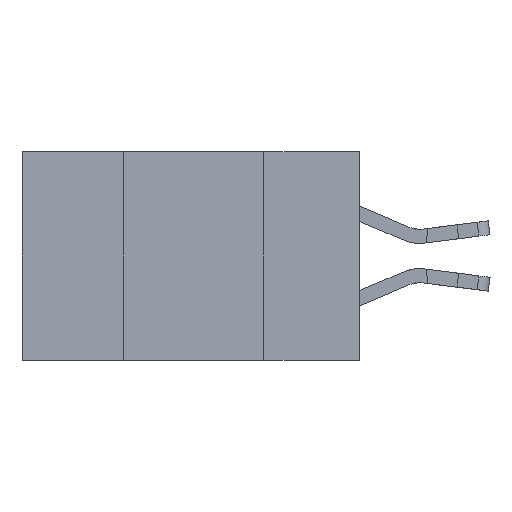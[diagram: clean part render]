
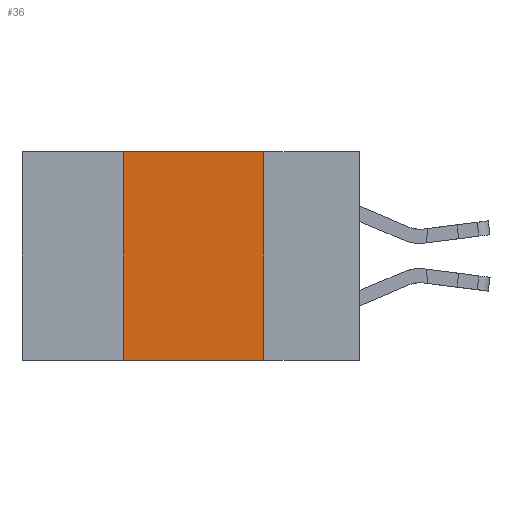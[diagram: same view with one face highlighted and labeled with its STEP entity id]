
A CAD part, left-side view. The second image highlights one B-rep face of the part: STEP entity #36.
In plain terms, the highlighted planar face has unit normal (-1, 0, 0).
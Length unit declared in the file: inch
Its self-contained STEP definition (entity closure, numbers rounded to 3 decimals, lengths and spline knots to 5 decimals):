
#36 = ADVANCED_FACE ( 'NONE', ( #16507 ), #121, .F. ) ;
#121 = PLANE ( 'NONE',  #16258 ) ;
#356 = LINE ( 'NONE', #5599, #10651 ) ;
#1567 = CARTESIAN_POINT ( 'NONE',  ( 0., 0.17, 0. ) ) ;
#1996 = LINE ( 'NONE', #1567, #9439 ) ;
#2267 = DIRECTION ( 'NONE',  ( 0., -1., 0. ) ) ;
#2344 = CARTESIAN_POINT ( 'NONE',  ( 0., 0.17, -0.37 ) ) ;
#2817 = VERTEX_POINT ( 'NONE', #16741 ) ;
#4441 = VERTEX_POINT ( 'NONE', #2344 ) ;
#4540 = LINE ( 'NONE', #6489, #7752 ) ;
#5226 = ORIENTED_EDGE ( 'NONE', *, *, #15459, .F. ) ;
#5326 = CARTESIAN_POINT ( 'NONE',  ( 0., 0.17, 0. ) ) ;
#5599 = CARTESIAN_POINT ( 'NONE',  ( 0., 0.6, 0. ) ) ;
#5843 = VECTOR ( 'NONE', #11119, 39.37008 ) ;
#5868 = ORIENTED_EDGE ( 'NONE', *, *, #14153, .F. ) ;
#6489 = CARTESIAN_POINT ( 'NONE',  ( 0., 0.6, -0.37 ) ) ;
#6509 = VERTEX_POINT ( 'NONE', #6929 ) ;
#6929 = CARTESIAN_POINT ( 'NONE',  ( 0., 0.42, 0. ) ) ;
#6939 = EDGE_CURVE ( 'NONE', #2817, #4441, #4540, .T. ) ;
#7752 = VECTOR ( 'NONE', #2267, 39.37008 ) ;
#8326 = CARTESIAN_POINT ( 'NONE',  ( 0., 0.6, 0. ) ) ;
#8348 = DIRECTION ( 'NONE',  ( 0., -1., 0. ) ) ;
#8489 = ORIENTED_EDGE ( 'NONE', *, *, #6939, .T. ) ;
#8723 = VERTEX_POINT ( 'NONE', #5326 ) ;
#9439 = VECTOR ( 'NONE', #11319, 39.37008 ) ;
#10651 = VECTOR ( 'NONE', #8348, 39.37008 ) ;
#10905 = EDGE_LOOP ( 'NONE', ( #5226, #14978, #5868, #8489 ) ) ;
#11119 = DIRECTION ( 'NONE',  ( 0., 0., 1. ) ) ;
#11319 = DIRECTION ( 'NONE',  ( 0., 0., -1. ) ) ;
#14153 = EDGE_CURVE ( 'NONE', #2817, #6509, #16204, .T. ) ;
#14978 = ORIENTED_EDGE ( 'NONE', *, *, #17720, .F. ) ;
#15085 = CARTESIAN_POINT ( 'NONE',  ( 0., 0.42, 0. ) ) ;
#15459 = EDGE_CURVE ( 'NONE', #8723, #4441, #1996, .T. ) ;
#16204 = LINE ( 'NONE', #15085, #5843 ) ;
#16258 = AXIS2_PLACEMENT_3D ( 'NONE', #8326, #16893, #16977 ) ;
#16507 = FACE_OUTER_BOUND ( 'NONE', #10905, .T. ) ;
#16741 = CARTESIAN_POINT ( 'NONE',  ( 0., 0.42, -0.37 ) ) ;
#16893 = DIRECTION ( 'NONE',  ( 1., 0., 0. ) ) ;
#16977 = DIRECTION ( 'NONE',  ( 0., 0., -1. ) ) ;
#17720 = EDGE_CURVE ( 'NONE', #6509, #8723, #356, .T. ) ;
